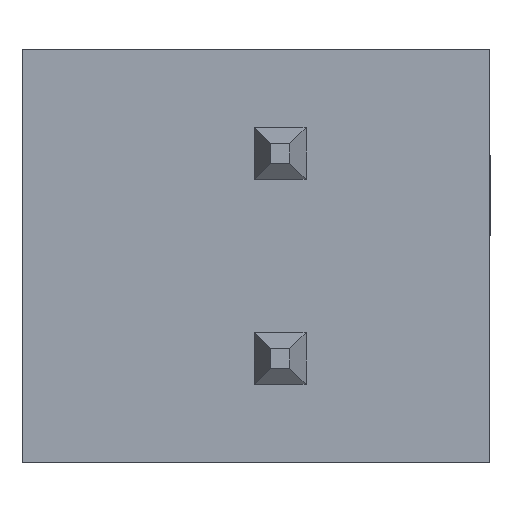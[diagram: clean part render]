
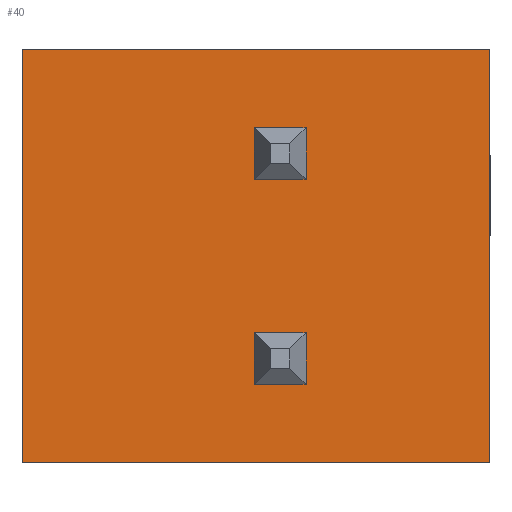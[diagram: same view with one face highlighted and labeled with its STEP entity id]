
A CAD part, front view. The second image highlights one B-rep face of the part: STEP entity #40.
In plain terms, the highlighted planar face has unit normal (0, -1, 0).
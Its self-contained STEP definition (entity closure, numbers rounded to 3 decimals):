
#15 = EDGE_CURVE ( 'NONE', #1143, #397, #134, .T. ) ;
#20 = CARTESIAN_POINT ( 'NONE',  ( 2.88, 0., -0.97 ) ) ;
#24 = ORIENTED_EDGE ( 'NONE', *, *, #452, .T. ) ;
#31 = CARTESIAN_POINT ( 'NONE',  ( 3.52, 0., -4.15 ) ) ;
#37 = VERTEX_POINT ( 'NONE', #624 ) ;
#40 = ADVANCED_FACE ( 'NONE', ( #1159, #187, #855 ), #160, .T. ) ;
#64 = DIRECTION ( 'NONE',  ( 1., 0., 0. ) ) ;
#69 = LINE ( 'NONE', #854, #283 ) ;
#79 = ORIENTED_EDGE ( 'NONE', *, *, #184, .T. ) ;
#80 = VECTOR ( 'NONE', #981, 1000. ) ;
#86 = VERTEX_POINT ( 'NONE', #1169 ) ;
#94 = VECTOR ( 'NONE', #919, 1000. ) ;
#98 = LINE ( 'NONE', #534, #1087 ) ;
#118 = VECTOR ( 'NONE', #64, 1000. ) ;
#119 = DIRECTION ( 'NONE',  ( 1., 0., 0. ) ) ;
#134 = LINE ( 'NONE', #265, #118 ) ;
#138 = LINE ( 'NONE', #972, #94 ) ;
#145 = ORIENTED_EDGE ( 'NONE', *, *, #573, .T. ) ;
#150 = CARTESIAN_POINT ( 'NONE',  ( 3.52, 0., -4.15 ) ) ;
#153 = VECTOR ( 'NONE', #294, 1000. ) ;
#160 = PLANE ( 'NONE',  #909 ) ;
#168 = CARTESIAN_POINT ( 'NONE',  ( 2.88, 0., -1.61 ) ) ;
#184 = EDGE_CURVE ( 'NONE', #37, #1143, #619, .T. ) ;
#187 = FACE_BOUND ( 'NONE', #576, .T. ) ;
#193 = EDGE_CURVE ( 'NONE', #1039, #86, #982, .T. ) ;
#194 = VECTOR ( 'NONE', #753, 1000. ) ;
#195 = CARTESIAN_POINT ( 'NONE',  ( 2.88, 0., -4.15 ) ) ;
#215 = ORIENTED_EDGE ( 'NONE', *, *, #959, .T. ) ;
#258 = VERTEX_POINT ( 'NONE', #1236 ) ;
#262 = VERTEX_POINT ( 'NONE', #752 ) ;
#265 = CARTESIAN_POINT ( 'NONE',  ( 2.88, 0., -3.51 ) ) ;
#268 = VERTEX_POINT ( 'NONE', #470 ) ;
#269 = EDGE_CURVE ( 'NONE', #465, #37, #604, .T. ) ;
#283 = VECTOR ( 'NONE', #394, 1000. ) ;
#294 = DIRECTION ( 'NONE',  ( -1., 0., 0. ) ) ;
#343 = CARTESIAN_POINT ( 'NONE',  ( 5.8, 0., -5.12 ) ) ;
#360 = CARTESIAN_POINT ( 'NONE',  ( 0., 0., -5.12 ) ) ;
#361 = CARTESIAN_POINT ( 'NONE',  ( 3.52, 0., -3.51 ) ) ;
#367 = VERTEX_POINT ( 'NONE', #343 ) ;
#371 = DIRECTION ( 'NONE',  ( 1., 0., 0. ) ) ;
#393 = VECTOR ( 'NONE', #1207, 1000. ) ;
#394 = DIRECTION ( 'NONE',  ( 0., 0., -1. ) ) ;
#397 = VERTEX_POINT ( 'NONE', #361 ) ;
#447 = DIRECTION ( 'NONE',  ( 0., 0., -1. ) ) ;
#452 = EDGE_CURVE ( 'NONE', #86, #262, #735, .T. ) ;
#465 = VERTEX_POINT ( 'NONE', #150 ) ;
#470 = CARTESIAN_POINT ( 'NONE',  ( 2.88, 0., -1.61 ) ) ;
#498 = CARTESIAN_POINT ( 'NONE',  ( 0., 0., -5.12 ) ) ;
#518 = ORIENTED_EDGE ( 'NONE', *, *, #1218, .T. ) ;
#534 = CARTESIAN_POINT ( 'NONE',  ( 0., 0., 0. ) ) ;
#557 = VECTOR ( 'NONE', #990, 1000. ) ;
#573 = EDGE_CURVE ( 'NONE', #397, #465, #716, .T. ) ;
#576 = EDGE_LOOP ( 'NONE', ( #79, #1191, #145, #642 ) ) ;
#590 = CARTESIAN_POINT ( 'NONE',  ( 2.88, 0., -3.51 ) ) ;
#596 = ORIENTED_EDGE ( 'NONE', *, *, #1196, .F. ) ;
#603 = CARTESIAN_POINT ( 'NONE',  ( 2.88, 0., -1.61 ) ) ;
#604 = LINE ( 'NONE', #195, #153 ) ;
#619 = LINE ( 'NONE', #684, #80 ) ;
#624 = CARTESIAN_POINT ( 'NONE',  ( 2.88, 0., -4.15 ) ) ;
#625 = ORIENTED_EDGE ( 'NONE', *, *, #658, .F. ) ;
#642 = ORIENTED_EDGE ( 'NONE', *, *, #269, .T. ) ;
#658 = EDGE_CURVE ( 'NONE', #258, #367, #69, .T. ) ;
#683 = EDGE_LOOP ( 'NONE', ( #596, #1156, #625, #782 ) ) ;
#684 = CARTESIAN_POINT ( 'NONE',  ( 2.88, 0., -4.15 ) ) ;
#716 = LINE ( 'NONE', #31, #194 ) ;
#719 = DIRECTION ( 'NONE',  ( 0., -1., 0. ) ) ;
#731 = LINE ( 'NONE', #603, #743 ) ;
#735 = LINE ( 'NONE', #807, #393 ) ;
#743 = VECTOR ( 'NONE', #804, 1000. ) ;
#749 = VERTEX_POINT ( 'NONE', #947 ) ;
#752 = CARTESIAN_POINT ( 'NONE',  ( 3.52, 0., -1.61 ) ) ;
#753 = DIRECTION ( 'NONE',  ( 0., 0., -1. ) ) ;
#782 = ORIENTED_EDGE ( 'NONE', *, *, #1028, .F. ) ;
#786 = CARTESIAN_POINT ( 'NONE',  ( 2.88, 0., -0.97 ) ) ;
#804 = DIRECTION ( 'NONE',  ( 0., 0., 1. ) ) ;
#807 = CARTESIAN_POINT ( 'NONE',  ( 3.52, 0., -1.61 ) ) ;
#823 = EDGE_LOOP ( 'NONE', ( #518, #1044, #24, #215 ) ) ;
#854 = CARTESIAN_POINT ( 'NONE',  ( 5.8, 0., 0. ) ) ;
#855 = FACE_OUTER_BOUND ( 'NONE', #683, .T. ) ;
#883 = LINE ( 'NONE', #168, #944 ) ;
#903 = LINE ( 'NONE', #498, #557 ) ;
#909 = AXIS2_PLACEMENT_3D ( 'NONE', #939, #719, #447 ) ;
#919 = DIRECTION ( 'NONE',  ( 0., 0., 1. ) ) ;
#922 = VERTEX_POINT ( 'NONE', #360 ) ;
#939 = CARTESIAN_POINT ( 'NONE',  ( 0., 0., 0. ) ) ;
#944 = VECTOR ( 'NONE', #1220, 1000. ) ;
#947 = CARTESIAN_POINT ( 'NONE',  ( 0., 0., 0. ) ) ;
#959 = EDGE_CURVE ( 'NONE', #262, #268, #883, .T. ) ;
#972 = CARTESIAN_POINT ( 'NONE',  ( 0., 0., 0. ) ) ;
#981 = DIRECTION ( 'NONE',  ( 0., 0., 1. ) ) ;
#982 = LINE ( 'NONE', #20, #1221 ) ;
#990 = DIRECTION ( 'NONE',  ( -1., 0., 0. ) ) ;
#1028 = EDGE_CURVE ( 'NONE', #749, #258, #98, .T. ) ;
#1039 = VERTEX_POINT ( 'NONE', #786 ) ;
#1044 = ORIENTED_EDGE ( 'NONE', *, *, #193, .T. ) ;
#1087 = VECTOR ( 'NONE', #371, 1000. ) ;
#1143 = VERTEX_POINT ( 'NONE', #590 ) ;
#1156 = ORIENTED_EDGE ( 'NONE', *, *, #1192, .F. ) ;
#1159 = FACE_BOUND ( 'NONE', #823, .T. ) ;
#1169 = CARTESIAN_POINT ( 'NONE',  ( 3.52, 0., -0.97 ) ) ;
#1191 = ORIENTED_EDGE ( 'NONE', *, *, #15, .T. ) ;
#1192 = EDGE_CURVE ( 'NONE', #367, #922, #903, .T. ) ;
#1196 = EDGE_CURVE ( 'NONE', #922, #749, #138, .T. ) ;
#1207 = DIRECTION ( 'NONE',  ( 0., 0., -1. ) ) ;
#1218 = EDGE_CURVE ( 'NONE', #268, #1039, #731, .T. ) ;
#1220 = DIRECTION ( 'NONE',  ( -1., 0., 0. ) ) ;
#1221 = VECTOR ( 'NONE', #119, 1000. ) ;
#1236 = CARTESIAN_POINT ( 'NONE',  ( 5.8, 0., 0. ) ) ;
